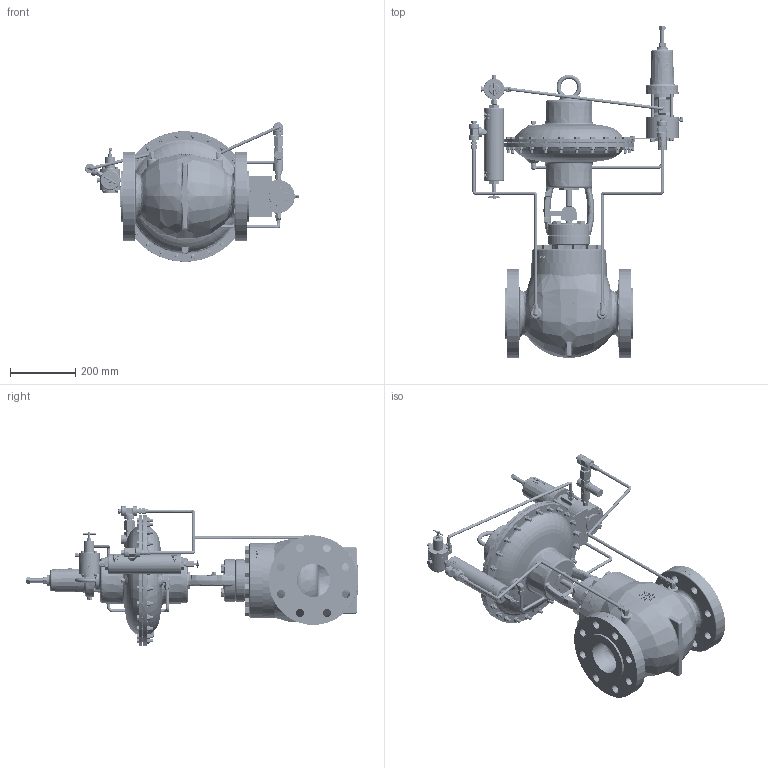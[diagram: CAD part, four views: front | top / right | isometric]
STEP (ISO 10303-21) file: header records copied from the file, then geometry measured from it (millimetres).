
FILE_DESCRIPTION (( 'STEP AP214' ), '1' );
FILE_NAME ('CVC4600RF150-HPPR.STEP', '2022-10-12T12:44:35', ( '' ), ( '' ), 'SwSTEP 2.0', 'SolidWorks 2019', '' );
FILE_SCHEMA (( 'AUTOMOTIVE_DESIGN' ));
Length unit declared in the file: inch
Products named in the file (1): CVC4600RF150-HPPR
Bounding box: 655.2 x 1016.96 x 427.36 mm (x, y, z)
Volume: 22528198.6 mm3; surface area: 2293778.8 mm2
Topology: 1 solids, 12 shells, 6668 faces, 16732 edges, 10465 vertices
Faces by surface type: plane 2533, bspline 1649, cone 1181, cylinder 940, torus 303, sphere 62
Entity records: 479946 total; most frequent: CARTESIAN_POINT 285847, ORIENTED_EDGE 33286, DIRECTION 24316, EDGE_CURVE 16643, VERTEX_POINT 10465, AXIS2_PLACEMENT_3D 9235, EDGE_LOOP 7272, ADVANCED_FACE 6668
